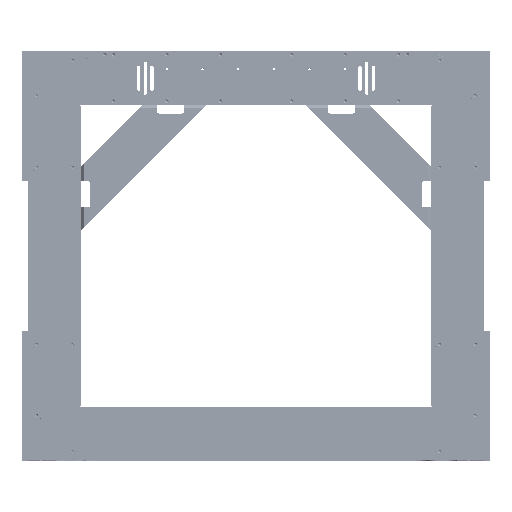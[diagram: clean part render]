
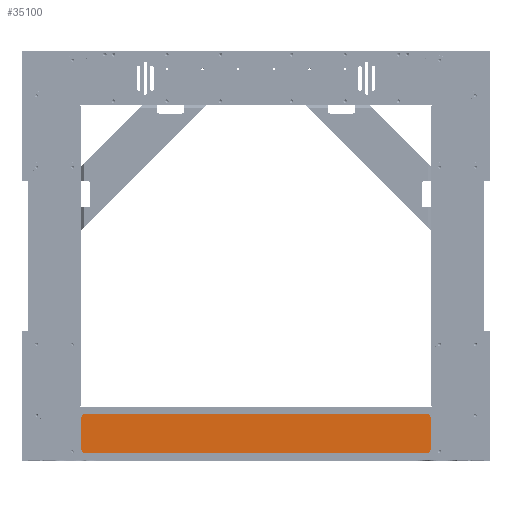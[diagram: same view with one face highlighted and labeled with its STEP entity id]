
A CAD part, top view. The second image highlights one B-rep face of the part: STEP entity #35100.
In plain terms, the highlighted planar face has unit normal (0, 0, 1).
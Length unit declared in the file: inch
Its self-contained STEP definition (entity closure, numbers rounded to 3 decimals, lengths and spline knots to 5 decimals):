
#34791 = VERTEX_POINT ( 'NONE', #66642 ) ;
#34805 = VERTEX_POINT ( 'NONE', #66687 ) ;
#34826 = EDGE_CURVE ( 'NONE', #34791, #34805, #66704, .T. ) ;
#34907 = EDGE_CURVE ( 'NONE', #34908, #34909, #66919, .T. ) ;
#34908 = VERTEX_POINT ( 'NONE', #66915 ) ;
#34909 = VERTEX_POINT ( 'NONE', #66914 ) ;
#34929 = VERTEX_POINT ( 'NONE', #67000 ) ;
#34970 = VERTEX_POINT ( 'NONE', #67006 ) ;
#34976 = EDGE_CURVE ( 'NONE', #34929, #34970, #67060, .T. ) ;
#34981 = VERTEX_POINT ( 'NONE', #67051 ) ;
#35018 = EDGE_LOOP ( 'NONE', ( #35020, #35023, #35027, #35030, #35034, #35067, #35071, #35073 ) ) ;
#35020 = ORIENTED_EDGE ( 'NONE', *, *, #34976, .T. ) ;
#35023 = ORIENTED_EDGE ( 'NONE', *, *, #35024, .T. ) ;
#35024 = EDGE_CURVE ( 'NONE', #34970, #34908, #67104, .T. ) ;
#35027 = ORIENTED_EDGE ( 'NONE', *, *, #34907, .T. ) ;
#35030 = ORIENTED_EDGE ( 'NONE', *, *, #35031, .T. ) ;
#35031 = EDGE_CURVE ( 'NONE', #34909, #34791, #67155, .T. ) ;
#35034 = ORIENTED_EDGE ( 'NONE', *, *, #34826, .T. ) ;
#35058 = VERTEX_POINT ( 'NONE', #67224 ) ;
#35067 = ORIENTED_EDGE ( 'NONE', *, *, #35069, .T. ) ;
#35069 = EDGE_CURVE ( 'NONE', #34805, #34981, #67208, .T. ) ;
#35071 = ORIENTED_EDGE ( 'NONE', *, *, #35093, .T. ) ;
#35073 = ORIENTED_EDGE ( 'NONE', *, *, #35074, .T. ) ;
#35074 = EDGE_CURVE ( 'NONE', #35058, #34929, #67199, .T. ) ;
#35093 = EDGE_CURVE ( 'NONE', #34981, #35058, #67278, .T. ) ;
#35100 = ADVANCED_FACE ( 'NONE', ( #67264 ), #67262, .T. ) ;
#66642 = CARTESIAN_POINT ( 'NONE',  ( -9.795, 2.56, 6.06 ) ) ;
#66687 = CARTESIAN_POINT ( 'NONE',  ( -9.795, 0.84, 6.06 ) ) ;
#66701 = DIRECTION ( 'NONE',  ( 0., -1., 0. ) ) ;
#66702 = VECTOR ( 'NONE', #66701, 39.37008 ) ;
#66703 = CARTESIAN_POINT ( 'NONE',  ( -9.795, 0.59, 6.06 ) ) ;
#66704 = LINE ( 'NONE', #66703, #66702 ) ;
#66914 = CARTESIAN_POINT ( 'NONE',  ( -9.545, 2.81, 6.06 ) ) ;
#66915 = CARTESIAN_POINT ( 'NONE',  ( 9.545, 2.81, 6.06 ) ) ;
#66916 = DIRECTION ( 'NONE',  ( -1., 0., 0. ) ) ;
#66917 = VECTOR ( 'NONE', #66916, 39.37008 ) ;
#66918 = CARTESIAN_POINT ( 'NONE',  ( 9.795, 2.81, 6.06 ) ) ;
#66919 = LINE ( 'NONE', #66918, #66917 ) ;
#67000 = CARTESIAN_POINT ( 'NONE',  ( 9.795, 0.84, 6.06 ) ) ;
#67006 = CARTESIAN_POINT ( 'NONE',  ( 9.795, 2.56, 6.06 ) ) ;
#67051 = CARTESIAN_POINT ( 'NONE',  ( -9.545, 0.59, 6.06 ) ) ;
#67057 = DIRECTION ( 'NONE',  ( 0., 1., 0. ) ) ;
#67058 = VECTOR ( 'NONE', #67057, 39.37008 ) ;
#67059 = CARTESIAN_POINT ( 'NONE',  ( 9.795, 0.59, 6.06 ) ) ;
#67060 = LINE ( 'NONE', #67059, #67058 ) ;
#67100 = DIRECTION ( 'NONE',  ( 1., 0., 0. ) ) ;
#67101 = DIRECTION ( 'NONE',  ( 0., 0., 1. ) ) ;
#67102 = CARTESIAN_POINT ( 'NONE',  ( 9.545, 2.56, 6.06 ) ) ;
#67103 = AXIS2_PLACEMENT_3D ( 'NONE', #67102, #67101, #67100 ) ;
#67104 = CIRCLE ( 'NONE', #67103, 0.25 ) ;
#67148 = DIRECTION ( 'NONE',  ( 1., 0., 0. ) ) ;
#67149 = DIRECTION ( 'NONE',  ( 0., 0., 1. ) ) ;
#67150 = CARTESIAN_POINT ( 'NONE',  ( -9.545, 2.56, 6.06 ) ) ;
#67151 = AXIS2_PLACEMENT_3D ( 'NONE', #67150, #67149, #67148 ) ;
#67155 = CIRCLE ( 'NONE', #67151, 0.25 ) ;
#67195 = DIRECTION ( 'NONE',  ( 1., 0., 0. ) ) ;
#67196 = DIRECTION ( 'NONE',  ( 0., 0., 1. ) ) ;
#67197 = CARTESIAN_POINT ( 'NONE',  ( 9.545, 0.84, 6.06 ) ) ;
#67198 = AXIS2_PLACEMENT_3D ( 'NONE', #67197, #67196, #67195 ) ;
#67199 = CIRCLE ( 'NONE', #67198, 0.25 ) ;
#67204 = DIRECTION ( 'NONE',  ( 1., 0., 0. ) ) ;
#67205 = DIRECTION ( 'NONE',  ( 0., 0., 1. ) ) ;
#67206 = CARTESIAN_POINT ( 'NONE',  ( -9.545, 0.84, 6.06 ) ) ;
#67207 = AXIS2_PLACEMENT_3D ( 'NONE', #67206, #67205, #67204 ) ;
#67208 = CIRCLE ( 'NONE', #67207, 0.25 ) ;
#67224 = CARTESIAN_POINT ( 'NONE',  ( 9.545, 0.59, 6.06 ) ) ;
#67258 = DIRECTION ( 'NONE',  ( 1., 0., 0. ) ) ;
#67259 = DIRECTION ( 'NONE',  ( 0., 0., 1. ) ) ;
#67260 = CARTESIAN_POINT ( 'NONE',  ( -9.795, 2.81, 6.06 ) ) ;
#67261 = AXIS2_PLACEMENT_3D ( 'NONE', #67260, #67259, #67258 ) ;
#67262 = PLANE ( 'NONE',  #67261 ) ;
#67264 = FACE_OUTER_BOUND ( 'NONE', #35018, .T. ) ;
#67275 = DIRECTION ( 'NONE',  ( 1., 0., 0. ) ) ;
#67276 = VECTOR ( 'NONE', #67275, 39.37008 ) ;
#67277 = CARTESIAN_POINT ( 'NONE',  ( 9.795, 0.59, 6.06 ) ) ;
#67278 = LINE ( 'NONE', #67277, #67276 ) ;
